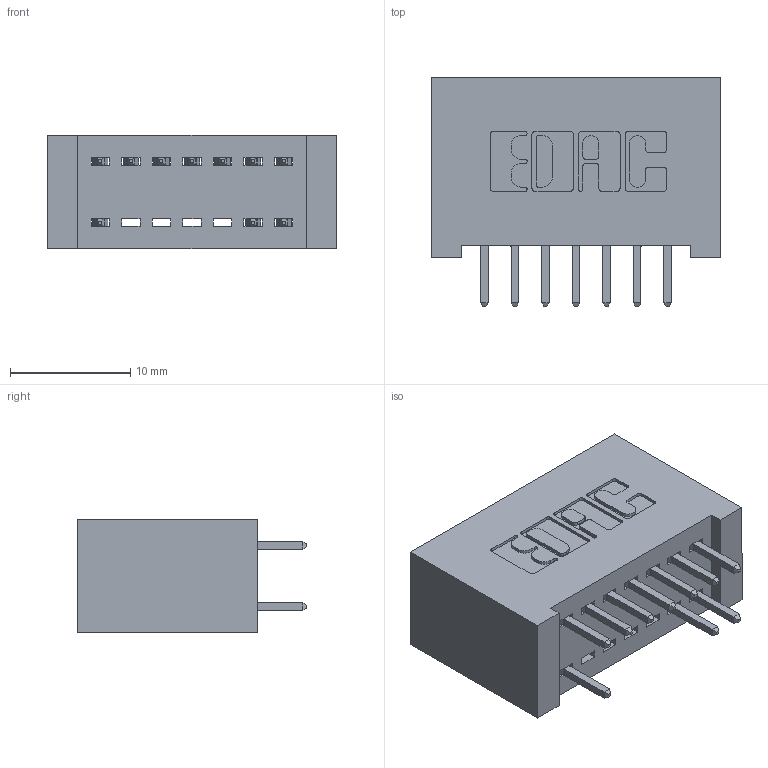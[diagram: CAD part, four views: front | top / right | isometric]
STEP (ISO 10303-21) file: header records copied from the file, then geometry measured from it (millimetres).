
FILE_DESCRIPTION (( 'STEP AP203' ), '1' );
FILE_NAME ('392-014-521-201.STEP', '2018-08-14T23:31:56', ( '' ), ( '' ), 'SwSTEP 2.0', 'SolidWorks 2016', '' );
FILE_SCHEMA (( 'CONFIG_CONTROL_DESIGN' ));
Length unit declared in the file: inch
Products named in the file (3): 342 Part_Lugless; 345-292-001_345-293-121; 392-014-521-201
Assembly tree (11 placements, depth 2):
  392-014-521-201
    342 Part_Lugless
    345-292-001_345-293-121  x10
Bounding box: 24.03 x 19.06 x 9.4 mm (x, y, z)
Volume: 2392.7 mm3; surface area: 3252 mm2
Topology: 11 solids, 11 shells, 646 faces, 1909 edges, 1258 vertices
Faces by surface type: plane 446, cylinder 200
Entity records: 8511 total; most frequent: CARTESIAN_POINT 1466, ORIENTED_EDGE 1406, DIRECTION 1303, EDGE_CURVE 703, LINE 583, VECTOR 583, VERTEX_POINT 466, AXIS2_PLACEMENT_3D 360
